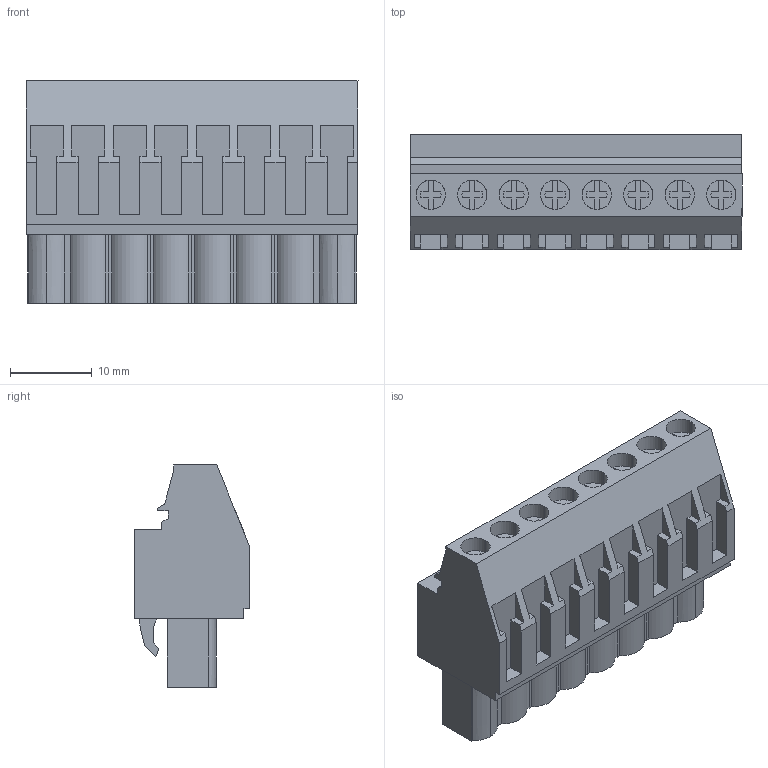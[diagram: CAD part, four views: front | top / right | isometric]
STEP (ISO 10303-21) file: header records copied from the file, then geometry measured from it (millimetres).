
FILE_DESCRIPTION(('CATIA V5 STEP','CAx-IF Rec.Pracs.--- Model Styling and Organization---1.2---2011-12-15'),'2;1');
FILE_NAME ('D1467892_0_1948060000_1948060000.stp','2017-09-08T12:15:57+00:00',('none'),('Weidmueller'),'CATIA Version 5-6 Release 2014','CATIA V5 STEP AP214','none');
FILE_SCHEMA(('AUTOMOTIVE_DESIGN { 1 0 10303 214 1 1 1 1 }'));
Length unit declared in the file: millimetre
Products named in the file (1): 1948060000
Bounding box: 40.64 x 14.1 x 27.2 mm (x, y, z)
Volume: 9256.4 mm3; surface area: 5617.1 mm2
Topology: 9 solids, 9 shells, 540 faces, 1491 edges, 1004 vertices
Faces by surface type: plane 466, cylinder 70, extrusion 4
Entity records: 16374 total; most frequent: CARTESIAN_POINT 3163, ORIENTED_EDGE 2982, DIRECTION 2245, EDGE_CURVE 1491, VECTOR 1315, LINE 1311, VERTEX_POINT 1004, EDGE_LOOP 575
